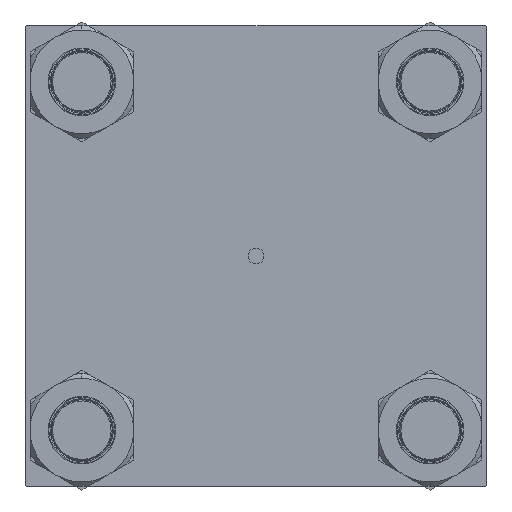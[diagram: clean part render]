
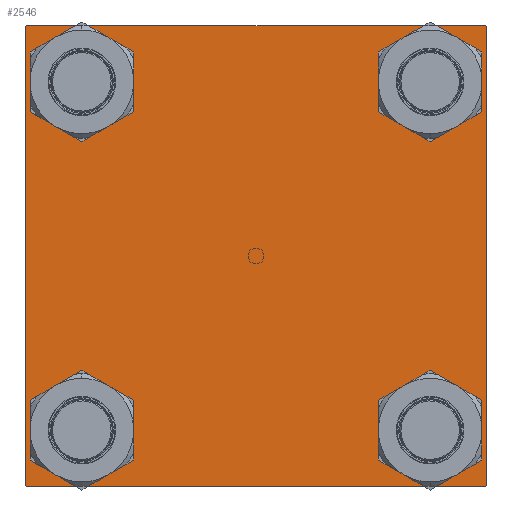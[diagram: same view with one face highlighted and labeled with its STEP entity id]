
A CAD part, left-side view. The second image highlights one B-rep face of the part: STEP entity #2546.
In plain terms, the highlighted planar face has unit normal (-1, 0, 0).
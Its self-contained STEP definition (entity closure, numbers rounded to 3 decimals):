
#272 = ORIENTED_EDGE ( 'NONE', *, *, #671, .F. ) ;
#664 = EDGE_CURVE ( 'NONE', #2075, #12357, #25848, .T. ) ;
#671 = EDGE_CURVE ( 'NONE', #37617, #7125, #13395, .T. ) ;
#861 = EDGE_LOOP ( 'NONE', ( #29439, #20823 ) ) ;
#1020 = CARTESIAN_POINT ( 'NONE',  ( 0., -77.45, 91.45 ) ) ;
#1324 = DIRECTION ( 'NONE',  ( 1., 0., 0. ) ) ;
#1736 = CARTESIAN_POINT ( 'NONE',  ( 0., 102., -102.5 ) ) ;
#2075 = VERTEX_POINT ( 'NONE', #1020 ) ;
#2339 = CARTESIAN_POINT ( 'NONE',  ( 0., -102.5, 102.5 ) ) ;
#2546 = ADVANCED_FACE ( 'NONE', ( #39592, #16748, #23961, #20100, #40096 ), #43440, .T. ) ;
#2981 = CIRCLE ( 'NONE', #41526, 14. ) ;
#3689 = AXIS2_PLACEMENT_3D ( 'NONE', #29311, #1324, #5177 ) ;
#3960 = CARTESIAN_POINT ( 'NONE',  ( 0., -77.45, 63.45 ) ) ;
#4056 = VECTOR ( 'NONE', #11398, 1000. ) ;
#4261 = DIRECTION ( 'NONE',  ( 0., 0., 1. ) ) ;
#4287 = CIRCLE ( 'NONE', #27239, 14. ) ;
#4748 = CARTESIAN_POINT ( 'NONE',  ( 0., 77.45, -63.45 ) ) ;
#4897 = AXIS2_PLACEMENT_3D ( 'NONE', #44666, #9527, #48761 ) ;
#4934 = EDGE_LOOP ( 'NONE', ( #37866, #13012 ) ) ;
#5147 = DIRECTION ( 'NONE',  ( 0., 0.707, 0.707 ) ) ;
#5177 = DIRECTION ( 'NONE',  ( 0., 0., 1. ) ) ;
#5234 = CARTESIAN_POINT ( 'NONE',  ( 0., 102.5, 102.5 ) ) ;
#5798 = CARTESIAN_POINT ( 'NONE',  ( 0., 77.45, 63.45 ) ) ;
#6224 = ORIENTED_EDGE ( 'NONE', *, *, #9555, .T. ) ;
#6595 = CARTESIAN_POINT ( 'NONE',  ( 0., -77.45, -91.45 ) ) ;
#7125 = VERTEX_POINT ( 'NONE', #43836 ) ;
#7174 = DIRECTION ( 'NONE',  ( 0., -1., 0. ) ) ;
#7304 = DIRECTION ( 'NONE',  ( 0., -0.707, 0.707 ) ) ;
#7432 = LINE ( 'NONE', #38734, #9821 ) ;
#7577 = ORIENTED_EDGE ( 'NONE', *, *, #45853, .F. ) ;
#7718 = VECTOR ( 'NONE', #7304, 1000. ) ;
#8162 = DIRECTION ( 'NONE',  ( 1., 0., 0. ) ) ;
#8911 = CARTESIAN_POINT ( 'NONE',  ( 0., 102.5, 102. ) ) ;
#9527 = DIRECTION ( 'NONE',  ( 1., 0., 0. ) ) ;
#9555 = EDGE_CURVE ( 'NONE', #12357, #2075, #20401, .T. ) ;
#9821 = VECTOR ( 'NONE', #7174, 1000. ) ;
#10237 = VERTEX_POINT ( 'NONE', #4748 ) ;
#10466 = CARTESIAN_POINT ( 'NONE',  ( 0., -102., -102.5 ) ) ;
#11157 = LINE ( 'NONE', #15263, #7718 ) ;
#11240 = VERTEX_POINT ( 'NONE', #1736 ) ;
#11247 = EDGE_LOOP ( 'NONE', ( #43053, #6224 ) ) ;
#11312 = EDGE_CURVE ( 'NONE', #19204, #11240, #42437, .T. ) ;
#11398 = DIRECTION ( 'NONE',  ( 0., -0.707, -0.707 ) ) ;
#11940 = DIRECTION ( 'NONE',  ( 0., 0., 1. ) ) ;
#12212 = DIRECTION ( 'NONE',  ( 1., 0., 0. ) ) ;
#12251 = ORIENTED_EDGE ( 'NONE', *, *, #11312, .T. ) ;
#12357 = VERTEX_POINT ( 'NONE', #3960 ) ;
#13012 = ORIENTED_EDGE ( 'NONE', *, *, #22313, .T. ) ;
#13395 = LINE ( 'NONE', #2339, #44646 ) ;
#13704 = ORIENTED_EDGE ( 'NONE', *, *, #43252, .T. ) ;
#13924 = CIRCLE ( 'NONE', #4897, 14. ) ;
#13953 = DIRECTION ( 'NONE',  ( 0., -1., 0. ) ) ;
#14699 = ORIENTED_EDGE ( 'NONE', *, *, #50179, .T. ) ;
#15263 = CARTESIAN_POINT ( 'NONE',  ( 0., -102.25, -102.25 ) ) ;
#15605 = VECTOR ( 'NONE', #13953, 1000. ) ;
#15982 = EDGE_CURVE ( 'NONE', #45626, #20567, #47539, .T. ) ;
#16039 = CARTESIAN_POINT ( 'NONE',  ( 0., -77.45, 77.45 ) ) ;
#16237 = CARTESIAN_POINT ( 'NONE',  ( 0., 0., 0. ) ) ;
#16560 = CARTESIAN_POINT ( 'NONE',  ( 0., 102.5, 102.5 ) ) ;
#16748 = FACE_BOUND ( 'NONE', #46591, .T. ) ;
#17716 = AXIS2_PLACEMENT_3D ( 'NONE', #23431, #24178, #19568 ) ;
#18512 = CARTESIAN_POINT ( 'NONE',  ( 0., 102.25, 102.25 ) ) ;
#18762 = DIRECTION ( 'NONE',  ( 0., 0.707, -0.707 ) ) ;
#19204 = VERTEX_POINT ( 'NONE', #43638 ) ;
#19568 = DIRECTION ( 'NONE',  ( 0., 0., 1. ) ) ;
#20100 = FACE_BOUND ( 'NONE', #861, .T. ) ;
#20401 = CIRCLE ( 'NONE', #23675, 14. ) ;
#20567 = VERTEX_POINT ( 'NONE', #40508 ) ;
#20823 = ORIENTED_EDGE ( 'NONE', *, *, #15982, .T. ) ;
#20889 = ORIENTED_EDGE ( 'NONE', *, *, #30774, .T. ) ;
#21415 = ORIENTED_EDGE ( 'NONE', *, *, #33142, .T. ) ;
#21835 = CIRCLE ( 'NONE', #17716, 14. ) ;
#22313 = EDGE_CURVE ( 'NONE', #46702, #10237, #41050, .T. ) ;
#22630 = LINE ( 'NONE', #18512, #26597 ) ;
#22649 = AXIS2_PLACEMENT_3D ( 'NONE', #16237, #28828, #44191 ) ;
#22962 = CARTESIAN_POINT ( 'NONE',  ( 0., 102.25, -102.25 ) ) ;
#23431 = CARTESIAN_POINT ( 'NONE',  ( 0., 77.45, 77.45 ) ) ;
#23675 = AXIS2_PLACEMENT_3D ( 'NONE', #16039, #31464, #11940 ) ;
#23750 = DIRECTION ( 'NONE',  ( 1., 0., 0. ) ) ;
#23773 = LINE ( 'NONE', #16560, #28291 ) ;
#23837 = DIRECTION ( 'NONE',  ( 0., 0., 1. ) ) ;
#23961 = FACE_BOUND ( 'NONE', #4934, .T. ) ;
#23997 = ORIENTED_EDGE ( 'NONE', *, *, #30301, .T. ) ;
#24178 = DIRECTION ( 'NONE',  ( 1., 0., 0. ) ) ;
#25848 = CIRCLE ( 'NONE', #3689, 14. ) ;
#26597 = VECTOR ( 'NONE', #18762, 1000. ) ;
#27239 = AXIS2_PLACEMENT_3D ( 'NONE', #28193, #8162, #23837 ) ;
#27532 = EDGE_LOOP ( 'NONE', ( #20889, #12251, #50662, #21415, #272, #13704, #7577, #23997 ) ) ;
#27876 = DIRECTION ( 'NONE',  ( 0., 0., -1. ) ) ;
#28193 = CARTESIAN_POINT ( 'NONE',  ( 0., -77.45, -77.45 ) ) ;
#28291 = VECTOR ( 'NONE', #27876, 1000. ) ;
#28828 = DIRECTION ( 'NONE',  ( -1., 0., 0. ) ) ;
#29311 = CARTESIAN_POINT ( 'NONE',  ( 0., -77.45, 77.45 ) ) ;
#29439 = ORIENTED_EDGE ( 'NONE', *, *, #38336, .T. ) ;
#29506 = AXIS2_PLACEMENT_3D ( 'NONE', #39120, #23750, #35544 ) ;
#30301 = EDGE_CURVE ( 'NONE', #47971, #48162, #22630, .T. ) ;
#30774 = EDGE_CURVE ( 'NONE', #48162, #19204, #23773, .T. ) ;
#31464 = DIRECTION ( 'NONE',  ( 1., 0., 0. ) ) ;
#31982 = CARTESIAN_POINT ( 'NONE',  ( 0., 77.45, -77.45 ) ) ;
#32403 = CARTESIAN_POINT ( 'NONE',  ( 0., 77.45, -77.45 ) ) ;
#33142 = EDGE_CURVE ( 'NONE', #43710, #7125, #11157, .T. ) ;
#35086 = CARTESIAN_POINT ( 'NONE',  ( 0., -102.5, 102. ) ) ;
#35544 = DIRECTION ( 'NONE',  ( 0., 0., 1. ) ) ;
#35548 = CARTESIAN_POINT ( 'NONE',  ( 0., 77.45, -91.45 ) ) ;
#35699 = CARTESIAN_POINT ( 'NONE',  ( 0., -102.25, 102.25 ) ) ;
#36285 = LINE ( 'NONE', #5234, #15605 ) ;
#36482 = DIRECTION ( 'NONE',  ( 0., 0., 1. ) ) ;
#36605 = VERTEX_POINT ( 'NONE', #6595 ) ;
#36700 = LINE ( 'NONE', #35699, #49103 ) ;
#37303 = CARTESIAN_POINT ( 'NONE',  ( 0., 102., 102.5 ) ) ;
#37617 = VERTEX_POINT ( 'NONE', #35086 ) ;
#37866 = ORIENTED_EDGE ( 'NONE', *, *, #39265, .T. ) ;
#38111 = ORIENTED_EDGE ( 'NONE', *, *, #44477, .T. ) ;
#38336 = EDGE_CURVE ( 'NONE', #20567, #45626, #21835, .T. ) ;
#38734 = CARTESIAN_POINT ( 'NONE',  ( 0., 102.5, -102.5 ) ) ;
#39120 = CARTESIAN_POINT ( 'NONE',  ( 0., 77.45, 77.45 ) ) ;
#39265 = EDGE_CURVE ( 'NONE', #10237, #46702, #2981, .T. ) ;
#39592 = FACE_BOUND ( 'NONE', #11247, .T. ) ;
#40096 = FACE_OUTER_BOUND ( 'NONE', #27532, .T. ) ;
#40283 = CARTESIAN_POINT ( 'NONE',  ( 0., -77.45, -63.45 ) ) ;
#40508 = CARTESIAN_POINT ( 'NONE',  ( 0., 77.45, 91.45 ) ) ;
#40585 = DIRECTION ( 'NONE',  ( 1., 0., 0. ) ) ;
#40820 = VERTEX_POINT ( 'NONE', #46432 ) ;
#41050 = CIRCLE ( 'NONE', #41896, 14. ) ;
#41526 = AXIS2_PLACEMENT_3D ( 'NONE', #31982, #12212, #4261 ) ;
#41896 = AXIS2_PLACEMENT_3D ( 'NONE', #32403, #40585, #36482 ) ;
#42437 = LINE ( 'NONE', #22962, #4056 ) ;
#43053 = ORIENTED_EDGE ( 'NONE', *, *, #664, .T. ) ;
#43252 = EDGE_CURVE ( 'NONE', #37617, #40820, #36700, .T. ) ;
#43440 = PLANE ( 'NONE',  #22649 ) ;
#43638 = CARTESIAN_POINT ( 'NONE',  ( 0., 102.5, -102. ) ) ;
#43710 = VERTEX_POINT ( 'NONE', #10466 ) ;
#43836 = CARTESIAN_POINT ( 'NONE',  ( 0., -102.5, -102. ) ) ;
#44191 = DIRECTION ( 'NONE',  ( 0., 0., 1. ) ) ;
#44477 = EDGE_CURVE ( 'NONE', #36605, #48847, #13924, .T. ) ;
#44646 = VECTOR ( 'NONE', #48783, 1000. ) ;
#44666 = CARTESIAN_POINT ( 'NONE',  ( 0., -77.45, -77.45 ) ) ;
#44750 = EDGE_CURVE ( 'NONE', #11240, #43710, #7432, .T. ) ;
#45626 = VERTEX_POINT ( 'NONE', #5798 ) ;
#45853 = EDGE_CURVE ( 'NONE', #47971, #40820, #36285, .T. ) ;
#46432 = CARTESIAN_POINT ( 'NONE',  ( 0., -102., 102.5 ) ) ;
#46591 = EDGE_LOOP ( 'NONE', ( #14699, #38111 ) ) ;
#46702 = VERTEX_POINT ( 'NONE', #35548 ) ;
#47539 = CIRCLE ( 'NONE', #29506, 14. ) ;
#47971 = VERTEX_POINT ( 'NONE', #37303 ) ;
#48162 = VERTEX_POINT ( 'NONE', #8911 ) ;
#48761 = DIRECTION ( 'NONE',  ( 0., 0., 1. ) ) ;
#48783 = DIRECTION ( 'NONE',  ( 0., 0., -1. ) ) ;
#48847 = VERTEX_POINT ( 'NONE', #40283 ) ;
#49103 = VECTOR ( 'NONE', #5147, 1000. ) ;
#50179 = EDGE_CURVE ( 'NONE', #48847, #36605, #4287, .T. ) ;
#50662 = ORIENTED_EDGE ( 'NONE', *, *, #44750, .T. ) ;
